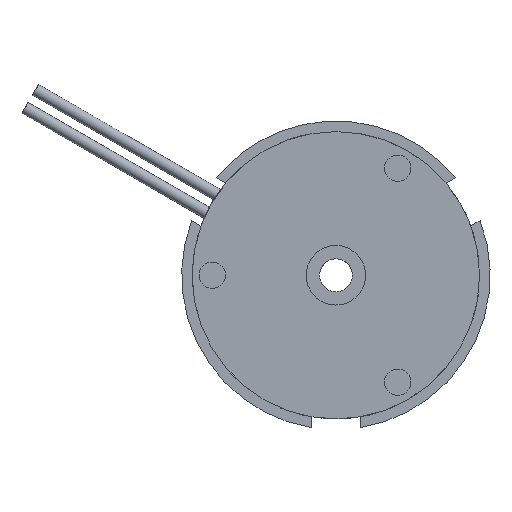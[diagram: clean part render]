
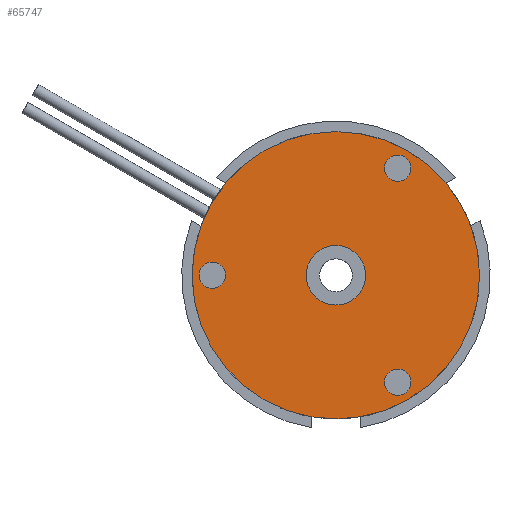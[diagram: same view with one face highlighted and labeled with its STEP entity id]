
A CAD part, left-side view. The second image highlights one B-rep face of the part: STEP entity #65747.
In plain terms, the highlighted planar face has unit normal (-1, 0, 0).
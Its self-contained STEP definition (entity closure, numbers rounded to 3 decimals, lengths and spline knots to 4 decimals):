
#175 = CARTESIAN_POINT ( 'NONE',  ( 0., 0., 0.1421 ) ) ;
#202 = DIRECTION ( 'NONE',  ( 1., 0., 0. ) ) ;
#1150 = FACE_BOUND ( 'NONE', #60817, .T. ) ;
#1165 = CARTESIAN_POINT ( 'NONE',  ( 0., 0., 0. ) ) ;
#3513 = CARTESIAN_POINT ( 'NONE',  ( 0., 0., 0. ) ) ;
#3621 = VERTEX_POINT ( 'NONE', #30149 ) ;
#4991 = AXIS2_PLACEMENT_3D ( 'NONE', #47885, #53170, #21951 ) ;
#5593 = CARTESIAN_POINT ( 'NONE',  ( 0., 0., -0.1421 ) ) ;
#6097 = DIRECTION ( 'NONE',  ( 1., 0., 0. ) ) ;
#6449 = DIRECTION ( 'NONE',  ( 0., 0., 1. ) ) ;
#8164 = EDGE_CURVE ( 'NONE', #32931, #56679, #8733, .T. ) ;
#8733 = CIRCLE ( 'NONE', #42303, 0.063 ) ;
#8763 = DIRECTION ( 'NONE',  ( 0., 0., 1. ) ) ;
#9416 = CARTESIAN_POINT ( 'NONE',  ( 0., -0.2953, 0.5744 ) ) ;
#9434 = ORIENTED_EDGE ( 'NONE', *, *, #28873, .T. ) ;
#9533 = AXIS2_PLACEMENT_3D ( 'NONE', #29163, #65676, #34408 ) ;
#11508 = DIRECTION ( 'NONE',  ( 1., 0., 0. ) ) ;
#13620 = CARTESIAN_POINT ( 'NONE',  ( 0., 0.5906, 0. ) ) ;
#14570 = ORIENTED_EDGE ( 'NONE', *, *, #27697, .T. ) ;
#15264 = EDGE_LOOP ( 'NONE', ( #14570, #38858 ) ) ;
#17250 = CARTESIAN_POINT ( 'NONE',  ( 0., 0., -0.687 ) ) ;
#17343 = CIRCLE ( 'NONE', #24658, 0.687 ) ;
#17759 = DIRECTION ( 'NONE',  ( 1., 0., 0. ) ) ;
#17803 = VERTEX_POINT ( 'NONE', #22200 ) ;
#17819 = EDGE_LOOP ( 'NONE', ( #30264, #56395 ) ) ;
#18472 = CIRCLE ( 'NONE', #20815, 0.1421 ) ;
#18881 = DIRECTION ( 'NONE',  ( 0., 0., -1. ) ) ;
#19084 = CIRCLE ( 'NONE', #66845, 0.063 ) ;
#19619 = CARTESIAN_POINT ( 'NONE',  ( 0., 0., 0. ) ) ;
#20190 = ORIENTED_EDGE ( 'NONE', *, *, #8164, .T. ) ;
#20416 = EDGE_CURVE ( 'NONE', #49464, #61701, #38244, .T. ) ;
#20815 = AXIS2_PLACEMENT_3D ( 'NONE', #19619, #56034, #24834 ) ;
#21951 = DIRECTION ( 'NONE',  ( 0., 0., -1. ) ) ;
#22200 = CARTESIAN_POINT ( 'NONE',  ( 0., 0.5906, 0.063 ) ) ;
#22579 = VERTEX_POINT ( 'NONE', #50321 ) ;
#22662 = CARTESIAN_POINT ( 'NONE',  ( 0., 0.5906, 0. ) ) ;
#23749 = VERTEX_POINT ( 'NONE', #58046 ) ;
#24658 = AXIS2_PLACEMENT_3D ( 'NONE', #1165, #37610, #6449 ) ;
#24834 = DIRECTION ( 'NONE',  ( 0., 0., 1. ) ) ;
#26700 = CIRCLE ( 'NONE', #30385, 0.063 ) ;
#26988 = CIRCLE ( 'NONE', #57916, 0.063 ) ;
#27253 = FACE_OUTER_BOUND ( 'NONE', #15264, .T. ) ;
#27697 = EDGE_CURVE ( 'NONE', #30863, #39593, #17343, .T. ) ;
#27912 = DIRECTION ( 'NONE',  ( 0., 0., -1. ) ) ;
#28321 = ORIENTED_EDGE ( 'NONE', *, *, #37169, .T. ) ;
#28768 = ORIENTED_EDGE ( 'NONE', *, *, #51870, .T. ) ;
#28873 = EDGE_CURVE ( 'NONE', #3621, #17803, #26988, .T. ) ;
#29163 = CARTESIAN_POINT ( 'NONE',  ( 0., 0., 0. ) ) ;
#29198 = CIRCLE ( 'NONE', #35057, 0.063 ) ;
#30149 = CARTESIAN_POINT ( 'NONE',  ( 0., 0.5906, -0.063 ) ) ;
#30264 = ORIENTED_EDGE ( 'NONE', *, *, #20416, .F. ) ;
#30385 = AXIS2_PLACEMENT_3D ( 'NONE', #48959, #17759, #54237 ) ;
#30558 = CARTESIAN_POINT ( 'NONE',  ( 0., -0.2953, 0.4484 ) ) ;
#30863 = VERTEX_POINT ( 'NONE', #57313 ) ;
#31138 = EDGE_LOOP ( 'NONE', ( #28768, #54386 ) ) ;
#31462 = CARTESIAN_POINT ( 'NONE',  ( 0., -0.2953, 0.5114 ) ) ;
#32931 = VERTEX_POINT ( 'NONE', #9416 ) ;
#34074 = ORIENTED_EDGE ( 'NONE', *, *, #44939, .T. ) ;
#34408 = DIRECTION ( 'NONE',  ( 0., 0., 1. ) ) ;
#35057 = AXIS2_PLACEMENT_3D ( 'NONE', #42716, #11508, #47909 ) ;
#36671 = DIRECTION ( 'NONE',  ( 0., 0.866, 0.5 ) ) ;
#37169 = EDGE_CURVE ( 'NONE', #17803, #3621, #19084, .T. ) ;
#37260 = CARTESIAN_POINT ( 'NONE',  ( 0., -0.2953, 0.5114 ) ) ;
#37610 = DIRECTION ( 'NONE',  ( -1., 0., 0. ) ) ;
#38244 = CIRCLE ( 'NONE', #39788, 0.1421 ) ;
#38858 = ORIENTED_EDGE ( 'NONE', *, *, #42894, .T. ) ;
#39593 = VERTEX_POINT ( 'NONE', #17250 ) ;
#39788 = AXIS2_PLACEMENT_3D ( 'NONE', #3513, #39938, #8763 ) ;
#39938 = DIRECTION ( 'NONE',  ( -1., 0., 0. ) ) ;
#41105 = FACE_BOUND ( 'NONE', #17819, .T. ) ;
#41122 = EDGE_LOOP ( 'NONE', ( #34074, #20190 ) ) ;
#42303 = AXIS2_PLACEMENT_3D ( 'NONE', #37260, #6097, #42546 ) ;
#42546 = DIRECTION ( 'NONE',  ( 0., 0.866, 0.5 ) ) ;
#42692 = PLANE ( 'NONE',  #4991 ) ;
#42716 = CARTESIAN_POINT ( 'NONE',  ( 0., -0.2953, -0.5114 ) ) ;
#42753 = FACE_BOUND ( 'NONE', #41122, .T. ) ;
#42894 = EDGE_CURVE ( 'NONE', #39593, #30863, #47799, .T. ) ;
#44939 = EDGE_CURVE ( 'NONE', #56679, #32931, #61129, .T. ) ;
#45927 = EDGE_CURVE ( 'NONE', #23749, #22579, #26700, .T. ) ;
#47799 = CIRCLE ( 'NONE', #9533, 0.687 ) ;
#47885 = CARTESIAN_POINT ( 'NONE',  ( 0., 0.687, 0. ) ) ;
#47909 = DIRECTION ( 'NONE',  ( 0., -0.866, 0.5 ) ) ;
#48959 = CARTESIAN_POINT ( 'NONE',  ( 0., -0.2953, -0.5114 ) ) ;
#49464 = VERTEX_POINT ( 'NONE', #175 ) ;
#50044 = DIRECTION ( 'NONE',  ( 1., 0., 0. ) ) ;
#50321 = CARTESIAN_POINT ( 'NONE',  ( 0., -0.2953, -0.5744 ) ) ;
#51870 = EDGE_CURVE ( 'NONE', #22579, #23749, #29198, .T. ) ;
#53170 = DIRECTION ( 'NONE',  ( 1., 0., 0. ) ) ;
#54237 = DIRECTION ( 'NONE',  ( 0., -0.866, 0.5 ) ) ;
#54386 = ORIENTED_EDGE ( 'NONE', *, *, #45927, .T. ) ;
#54977 = FACE_BOUND ( 'NONE', #31138, .T. ) ;
#55022 = AXIS2_PLACEMENT_3D ( 'NONE', #31462, #202, #36671 ) ;
#56034 = DIRECTION ( 'NONE',  ( -1., 0., 0. ) ) ;
#56395 = ORIENTED_EDGE ( 'NONE', *, *, #60964, .F. ) ;
#56679 = VERTEX_POINT ( 'NONE', #30558 ) ;
#57313 = CARTESIAN_POINT ( 'NONE',  ( 0., 0., 0.687 ) ) ;
#57916 = AXIS2_PLACEMENT_3D ( 'NONE', #13620, #50044, #18881 ) ;
#58046 = CARTESIAN_POINT ( 'NONE',  ( 0., -0.2953, -0.4484 ) ) ;
#59150 = DIRECTION ( 'NONE',  ( 1., 0., 0. ) ) ;
#60817 = EDGE_LOOP ( 'NONE', ( #9434, #28321 ) ) ;
#60964 = EDGE_CURVE ( 'NONE', #61701, #49464, #18472, .T. ) ;
#61129 = CIRCLE ( 'NONE', #55022, 0.063 ) ;
#61701 = VERTEX_POINT ( 'NONE', #5593 ) ;
#65676 = DIRECTION ( 'NONE',  ( -1., 0., 0. ) ) ;
#65747 = ADVANCED_FACE ( 'NONE', ( #54977, #42753, #1150, #41105, #27253 ), #42692, .F. ) ;
#66845 = AXIS2_PLACEMENT_3D ( 'NONE', #22662, #59150, #27912 ) ;
